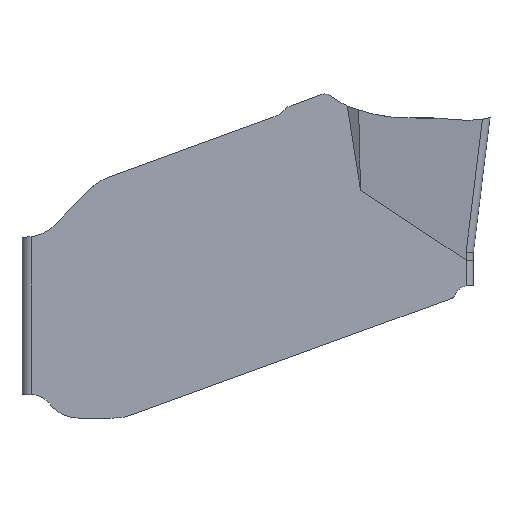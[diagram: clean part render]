
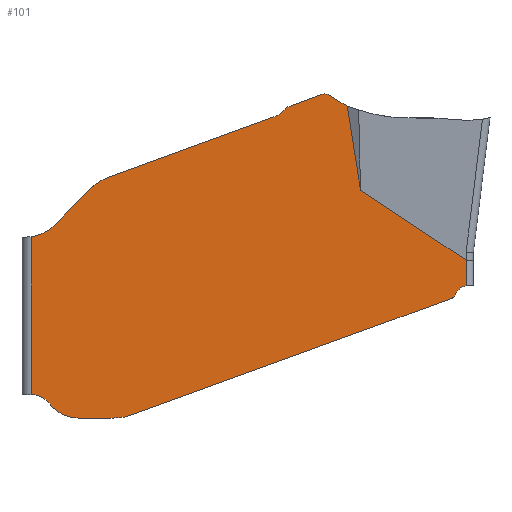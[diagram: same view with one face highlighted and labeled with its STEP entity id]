
A CAD part, left-side view. The second image highlights one B-rep face of the part: STEP entity #101.
In plain terms, the highlighted planar face has unit normal (-1, 0, 0).
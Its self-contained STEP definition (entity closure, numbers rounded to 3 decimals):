
#101=ADVANCED_FACE('',(#164),#145,.F.);
#145=PLANE('',#981);
#164=FACE_OUTER_BOUND('',#209,.T.);
#209=EDGE_LOOP('',(#476,#477,#478,#479,#480,#481,#482,#483,#484,#485,#486,
#487,#488,#489,#490,#491,#492,#493,#494,#495,#496,#497,#498,#499,#500,#501));
#256=CIRCLE('',#969,0.3);
#257=CIRCLE('',#971,0.2);
#258=CIRCLE('',#972,0.491);
#259=CIRCLE('',#973,1.);
#260=CIRCLE('',#975,0.8);
#261=CIRCLE('',#976,0.5);
#262=CIRCLE('',#977,0.75);
#263=CIRCLE('',#979,1.);
#264=CIRCLE('',#980,0.1);
#282=LINE('',#1433,#347);
#290=LINE('',#1486,#355);
#291=LINE('',#1520,#356);
#301=LINE('',#1548,#366);
#302=LINE('',#1567,#367);
#303=LINE('',#1573,#368);
#304=LINE('',#1587,#369);
#305=LINE('',#1594,#370);
#306=LINE('',#1605,#371);
#307=LINE('',#1609,#372);
#347=VECTOR('',#1066,1.);
#355=VECTOR('',#1080,1.);
#356=VECTOR('',#1087,1.);
#366=VECTOR('',#1109,1.);
#367=VECTOR('',#1112,1.);
#368=VECTOR('',#1117,1.);
#369=VECTOR('',#1122,1.);
#370=VECTOR('',#1129,1.);
#371=VECTOR('',#1134,1.);
#372=VECTOR('',#1137,1.);
#476=ORIENTED_EDGE('',*,*,#796,.T.);
#477=ORIENTED_EDGE('',*,*,#797,.T.);
#478=ORIENTED_EDGE('',*,*,#798,.T.);
#479=ORIENTED_EDGE('',*,*,#767,.T.);
#480=ORIENTED_EDGE('',*,*,#784,.T.);
#481=ORIENTED_EDGE('',*,*,#799,.F.);
#482=ORIENTED_EDGE('',*,*,#800,.F.);
#483=ORIENTED_EDGE('',*,*,#801,.F.);
#484=ORIENTED_EDGE('',*,*,#802,.F.);
#485=ORIENTED_EDGE('',*,*,#803,.F.);
#486=ORIENTED_EDGE('',*,*,#804,.F.);
#487=ORIENTED_EDGE('',*,*,#805,.F.);
#488=ORIENTED_EDGE('',*,*,#806,.F.);
#489=ORIENTED_EDGE('',*,*,#807,.F.);
#490=ORIENTED_EDGE('',*,*,#808,.F.);
#491=ORIENTED_EDGE('',*,*,#809,.F.);
#492=ORIENTED_EDGE('',*,*,#779,.T.);
#493=ORIENTED_EDGE('',*,*,#810,.T.);
#494=ORIENTED_EDGE('',*,*,#811,.T.);
#495=ORIENTED_EDGE('',*,*,#812,.T.);
#496=ORIENTED_EDGE('',*,*,#813,.T.);
#497=ORIENTED_EDGE('',*,*,#814,.T.);
#498=ORIENTED_EDGE('',*,*,#815,.T.);
#499=ORIENTED_EDGE('',*,*,#816,.T.);
#500=ORIENTED_EDGE('',*,*,#817,.T.);
#501=ORIENTED_EDGE('',*,*,#818,.T.);
#686=VERTEX_POINT('',#1434);
#687=VERTEX_POINT('',#1435);
#697=VERTEX_POINT('',#1485);
#698=VERTEX_POINT('',#1487);
#700=VERTEX_POINT('',#1519);
#711=VERTEX_POINT('',#1546);
#712=VERTEX_POINT('',#1547);
#713=VERTEX_POINT('',#1549);
#714=VERTEX_POINT('',#1555);
#715=VERTEX_POINT('',#1566);
#716=VERTEX_POINT('',#1568);
#717=VERTEX_POINT('',#1570);
#718=VERTEX_POINT('',#1572);
#719=VERTEX_POINT('',#1574);
#720=VERTEX_POINT('',#1576);
#721=VERTEX_POINT('',#1584);
#722=VERTEX_POINT('',#1586);
#723=VERTEX_POINT('',#1588);
#724=VERTEX_POINT('',#1591);
#725=VERTEX_POINT('',#1593);
#726=VERTEX_POINT('',#1595);
#727=VERTEX_POINT('',#1597);
#728=VERTEX_POINT('',#1602);
#729=VERTEX_POINT('',#1604);
#730=VERTEX_POINT('',#1606);
#731=VERTEX_POINT('',#1608);
#767=EDGE_CURVE('',#686,#687,#282,.T.);
#779=EDGE_CURVE('',#698,#697,#290,.T.);
#784=EDGE_CURVE('',#687,#700,#291,.T.);
#796=EDGE_CURVE('',#711,#712,#256,.T.);
#797=EDGE_CURVE('',#712,#713,#301,.T.);
#798=EDGE_CURVE('',#713,#686,#863,.T.);
#799=EDGE_CURVE('',#714,#700,#887,.T.);
#800=EDGE_CURVE('',#715,#714,#888,.T.);
#801=EDGE_CURVE('',#716,#715,#302,.T.);
#802=EDGE_CURVE('',#717,#716,#257,.T.);
#803=EDGE_CURVE('',#718,#717,#258,.T.);
#804=EDGE_CURVE('',#719,#718,#303,.T.);
#805=EDGE_CURVE('',#720,#719,#259,.T.);
#806=EDGE_CURVE('',#721,#720,#889,.T.);
#807=EDGE_CURVE('',#722,#721,#864,.T.);
#808=EDGE_CURVE('',#723,#722,#304,.T.);
#809=EDGE_CURVE('',#698,#723,#260,.T.);
#810=EDGE_CURVE('',#697,#724,#261,.T.);
#811=EDGE_CURVE('',#724,#725,#262,.T.);
#812=EDGE_CURVE('',#725,#726,#305,.T.);
#813=EDGE_CURVE('',#726,#727,#865,.T.);
#814=EDGE_CURVE('',#727,#728,#890,.T.);
#815=EDGE_CURVE('',#728,#729,#263,.T.);
#816=EDGE_CURVE('',#729,#730,#306,.T.);
#817=EDGE_CURVE('',#730,#731,#264,.T.);
#818=EDGE_CURVE('',#731,#711,#307,.T.);
#863=ELLIPSE('',#970,1.909,0.15);
#864=ELLIPSE('',#974,1.32,1.);
#865=ELLIPSE('',#978,1.46,1.);
#887=B_SPLINE_CURVE_WITH_KNOTS('',3,(#1551,#1552,#1553,#1554),
 .UNSPECIFIED.,.F.,.F.,(4,4),(0.,1.),.UNSPECIFIED.);
#888=B_SPLINE_CURVE_WITH_KNOTS('',3,(#1556,#1557,#1558,#1559,#1560,#1561,
#1562,#1563,#1564,#1565),.UNSPECIFIED.,.F.,.F.,(4,2,2,2,4),(0.,0.25,0.5,
0.75,1.),.UNSPECIFIED.);
#889=B_SPLINE_CURVE_WITH_KNOTS('',3,(#1577,#1578,#1579,#1580,#1581,#1582,
#1583),.UNSPECIFIED.,.F.,.F.,(4,3,4),(0.,0.212,1.),
 .UNSPECIFIED.);
#890=B_SPLINE_CURVE_WITH_KNOTS('',3,(#1598,#1599,#1600,#1601),
 .UNSPECIFIED.,.F.,.F.,(4,4),(0.,1.),.UNSPECIFIED.);
#969=AXIS2_PLACEMENT_3D('',#1545,#1107,#1108);
#970=AXIS2_PLACEMENT_3D('',#1550,#1110,#1111);
#971=AXIS2_PLACEMENT_3D('',#1569,#1113,#1114);
#972=AXIS2_PLACEMENT_3D('',#1571,#1115,#1116);
#973=AXIS2_PLACEMENT_3D('',#1575,#1118,#1119);
#974=AXIS2_PLACEMENT_3D('',#1585,#1120,#1121);
#975=AXIS2_PLACEMENT_3D('',#1589,#1123,#1124);
#976=AXIS2_PLACEMENT_3D('',#1590,#1125,#1126);
#977=AXIS2_PLACEMENT_3D('',#1592,#1127,#1128);
#978=AXIS2_PLACEMENT_3D('',#1596,#1130,#1131);
#979=AXIS2_PLACEMENT_3D('',#1603,#1132,#1133);
#980=AXIS2_PLACEMENT_3D('',#1607,#1135,#1136);
#981=AXIS2_PLACEMENT_3D('',#1610,#1138,#1139);
#1066=DIRECTION('',(0.,0.833,0.554));
#1080=DIRECTION('',(0.,0.,-1.));
#1087=DIRECTION('',(0.,0.155,0.988));
#1107=DIRECTION('',(1.,0.,0.));
#1108=DIRECTION('',(0.,0.,-1.));
#1109=DIRECTION('',(0.,0.,1.));
#1110=DIRECTION('',(1.,0.,0.));
#1111=DIRECTION('',(0.,0.,-1.));
#1112=DIRECTION('',(0.,-0.94,0.342));
#1113=DIRECTION('',(1.,0.,0.));
#1114=DIRECTION('',(0.,0.,-1.));
#1115=DIRECTION('',(-1.,0.,0.));
#1116=DIRECTION('',(0.,0.,-1.));
#1117=DIRECTION('',(0.,-0.94,0.342));
#1118=DIRECTION('',(1.,0.,0.));
#1119=DIRECTION('',(0.,0.,-1.));
#1120=DIRECTION('',(1.,0.,0.));
#1121=DIRECTION('',(0.,0.707,-0.707));
#1122=DIRECTION('',(0.,-0.707,0.707));
#1123=DIRECTION('',(-1.,0.,0.));
#1124=DIRECTION('',(0.,0.,-1.));
#1125=DIRECTION('',(1.,0.,0.));
#1126=DIRECTION('',(0.,0.,-1.));
#1127=DIRECTION('',(-1.,0.,0.));
#1128=DIRECTION('',(0.,0.,-1.));
#1129=DIRECTION('',(0.,-1.,0.));
#1130=DIRECTION('',(-1.,0.,0.));
#1131=DIRECTION('',(0.,-1.,0.));
#1132=DIRECTION('',(-1.,0.,0.));
#1133=DIRECTION('',(0.,0.,-1.));
#1134=DIRECTION('',(0.,-0.94,0.342));
#1135=DIRECTION('',(-1.,0.,0.));
#1136=DIRECTION('',(0.,0.,-1.));
#1137=DIRECTION('',(0.,-0.5,0.866));
#1138=DIRECTION('',(1.,0.,0.));
#1139=DIRECTION('',(0.,0.,-1.));
#1433=CARTESIAN_POINT('',(-1.,0.019,-0.029));
#1434=CARTESIAN_POINT('',(-1.,-4.492,-3.029));
#1435=CARTESIAN_POINT('',(-1.,-2.235,-1.528));
#1485=CARTESIAN_POINT('',(-1.,4.8,-5.9));
#1486=CARTESIAN_POINT('',(-1.,4.8,-7.9));
#1487=CARTESIAN_POINT('',(-1.,4.8,-2.524));
#1519=CARTESIAN_POINT('',(-1.,-1.953,0.266));
#1520=CARTESIAN_POINT('',(-1.,-1.946,0.306));
#1545=CARTESIAN_POINT('',(-1.,-4.55,-3.866));
#1546=CARTESIAN_POINT('',(-1.,-4.29,-3.716));
#1547=CARTESIAN_POINT('',(-1.,-4.5,-3.57));
#1548=CARTESIAN_POINT('',(-1.,-4.5,-3.134));
#1549=CARTESIAN_POINT('',(-1.,-4.5,-3.031));
#1550=CARTESIAN_POINT('',(-1.,-4.5,-1.122));
#1551=CARTESIAN_POINT('',(-1.,-1.6,0.487));
#1552=CARTESIAN_POINT('',(-1.,-1.711,0.403));
#1553=CARTESIAN_POINT('',(-1.,-1.829,0.329));
#1554=CARTESIAN_POINT('',(-1.,-1.953,0.266));
#1555=CARTESIAN_POINT('',(-1.,-1.6,0.487));
#1556=CARTESIAN_POINT('',(-1.,-1.408,0.516));
#1557=CARTESIAN_POINT('',(-1.,-1.424,0.521));
#1558=CARTESIAN_POINT('',(-1.,-1.44,0.525));
#1559=CARTESIAN_POINT('',(-1.,-1.474,0.529));
#1560=CARTESIAN_POINT('',(-1.,-1.491,0.528));
#1561=CARTESIAN_POINT('',(-1.,-1.524,0.523));
#1562=CARTESIAN_POINT('',(-1.,-1.541,0.519));
#1563=CARTESIAN_POINT('',(-1.,-1.572,0.506));
#1564=CARTESIAN_POINT('',(-1.,-1.587,0.497));
#1565=CARTESIAN_POINT('',(-1.,-1.6,0.487));
#1566=CARTESIAN_POINT('',(-1.,-1.408,0.516));
#1567=CARTESIAN_POINT('',(-1.,0.001,0.003));
#1568=CARTESIAN_POINT('',(-1.,-0.71,0.262));
#1569=CARTESIAN_POINT('',(-1.,-0.778,0.074));
#1570=CARTESIAN_POINT('',(-1.,-0.622,0.199));
#1571=CARTESIAN_POINT('',(-1.,-0.24,0.506));
#1572=CARTESIAN_POINT('',(-1.,-0.408,0.045));
#1573=CARTESIAN_POINT('',(-1.,-0.033,-0.091));
#1574=CARTESIAN_POINT('',(-1.,3.159,-1.253));
#1575=CARTESIAN_POINT('',(-1.,2.817,-2.193));
#1576=CARTESIAN_POINT('',(-1.,3.463,-1.429));
#1577=CARTESIAN_POINT('',(-1.,3.479,-1.444));
#1578=CARTESIAN_POINT('',(-1.,3.478,-1.443));
#1579=CARTESIAN_POINT('',(-1.,3.477,-1.442));
#1580=CARTESIAN_POINT('',(-1.,3.476,-1.441));
#1581=CARTESIAN_POINT('',(-1.,3.472,-1.437));
#1582=CARTESIAN_POINT('',(-1.,3.467,-1.433));
#1583=CARTESIAN_POINT('',(-1.,3.463,-1.429));
#1584=CARTESIAN_POINT('',(-1.,3.479,-1.444));
#1585=CARTESIAN_POINT('',(-1.,2.833,-2.209));
#1586=CARTESIAN_POINT('',(-1.,3.54,-1.502));
#1587=CARTESIAN_POINT('',(-1.,1.019,1.019));
#1588=CARTESIAN_POINT('',(-1.,4.334,-2.296));
#1589=CARTESIAN_POINT('',(-1.,4.9,-1.73));
#1590=CARTESIAN_POINT('',(-1.,4.8,-6.4));
#1591=CARTESIAN_POINT('',(-1.,4.4,-6.1));
#1592=CARTESIAN_POINT('',(-1.,3.8,-5.65));
#1593=CARTESIAN_POINT('',(-1.,3.8,-6.4));
#1594=CARTESIAN_POINT('',(-1.,0.,-6.4));
#1595=CARTESIAN_POINT('',(-1.,3.101,-6.4));
#1596=CARTESIAN_POINT('',(-1.,3.101,-5.4));
#1597=CARTESIAN_POINT('',(-1.,2.868,-6.387));
#1598=CARTESIAN_POINT('',(-1.,2.868,-6.387));
#1599=CARTESIAN_POINT('',(-1.,2.849,-6.385));
#1600=CARTESIAN_POINT('',(-1.,2.831,-6.382));
#1601=CARTESIAN_POINT('',(-1.,2.812,-6.378));
#1602=CARTESIAN_POINT('',(-1.,2.812,-6.378));
#1603=CARTESIAN_POINT('',(-1.,3.02,-5.4));
#1604=CARTESIAN_POINT('',(-1.,2.678,-6.34));
#1605=CARTESIAN_POINT('',(-1.,-1.724,-4.737));
#1606=CARTESIAN_POINT('',(-1.,-4.192,-3.839));
#1607=CARTESIAN_POINT('',(-1.,-4.158,-3.745));
#1608=CARTESIAN_POINT('',(-1.,-4.245,-3.795));
#1609=CARTESIAN_POINT('',(-1.,-4.827,-2.787));
#1610=CARTESIAN_POINT('',(-1.,0.,0.));
